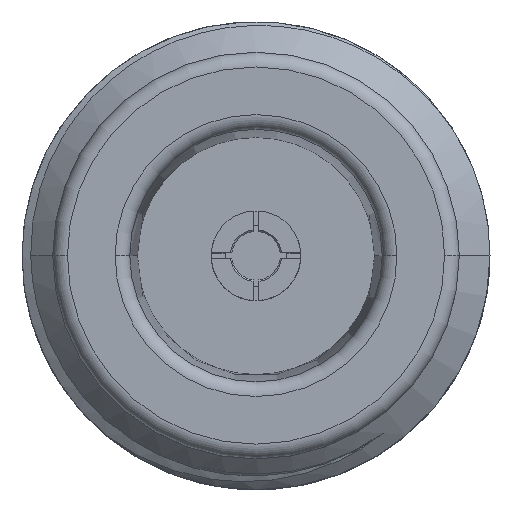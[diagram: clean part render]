
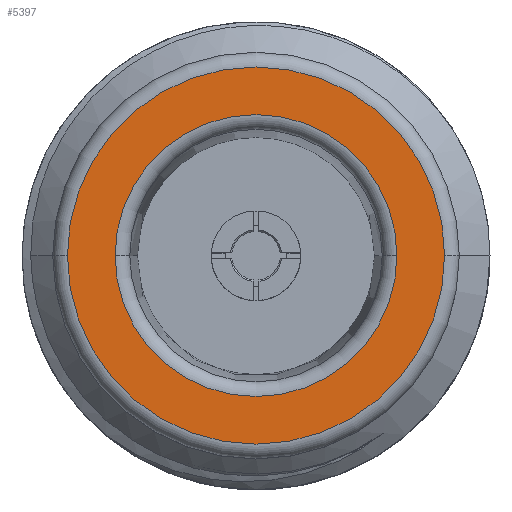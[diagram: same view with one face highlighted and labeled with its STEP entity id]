
A CAD part, top view. The second image highlights one B-rep face of the part: STEP entity #5397.
In plain terms, the highlighted planar face has unit normal (0, 0, 1).
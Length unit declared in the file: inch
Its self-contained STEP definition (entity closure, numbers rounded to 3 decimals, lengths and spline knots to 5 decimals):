
#451 = FACE_BOUND ( 'NONE', #4932, .T. ) ;
#703 = AXIS2_PLACEMENT_3D ( 'NONE', #6333, #957, #11145 ) ;
#714 = VERTEX_POINT ( 'NONE', #9061 ) ;
#957 = DIRECTION ( 'NONE',  ( 0., 0., -1. ) ) ;
#1092 = EDGE_CURVE ( 'NONE', #6756, #5371, #9872, .T. ) ;
#1097 = DIRECTION ( 'NONE',  ( 0., 0., -1. ) ) ;
#1462 = EDGE_CURVE ( 'NONE', #8831, #714, #3226, .T. ) ;
#1941 = AXIS2_PLACEMENT_3D ( 'NONE', #3297, #3465, #9710 ) ;
#2049 = CIRCLE ( 'NONE', #703, 0.18832 ) ;
#2438 = DIRECTION ( 'NONE',  ( 0., 0., 1. ) ) ;
#3226 = CIRCLE ( 'NONE', #3995, 0.25197 ) ;
#3267 = DIRECTION ( 'NONE',  ( 1., 0., 0. ) ) ;
#3297 = CARTESIAN_POINT ( 'NONE',  ( -0.00032, -0.00938, 1.26163 ) ) ;
#3402 = ORIENTED_EDGE ( 'NONE', *, *, #7615, .T. ) ;
#3426 = AXIS2_PLACEMENT_3D ( 'NONE', #8667, #11374, #8492 ) ;
#3465 = DIRECTION ( 'NONE',  ( 0., 0., 1. ) ) ;
#3995 = AXIS2_PLACEMENT_3D ( 'NONE', #11568, #2438, #3267 ) ;
#4057 = DIRECTION ( 'NONE',  ( 1., 0., 0. ) ) ;
#4177 = CIRCLE ( 'NONE', #3426, 0.25197 ) ;
#4932 = EDGE_LOOP ( 'NONE', ( #3402, #5925 ) ) ;
#5078 = ORIENTED_EDGE ( 'NONE', *, *, #5114, .T. ) ;
#5114 = EDGE_CURVE ( 'NONE', #714, #8831, #4177, .T. ) ;
#5371 = VERTEX_POINT ( 'NONE', #6545 ) ;
#5397 = ADVANCED_FACE ( 'NONE', ( #451, #10225 ), #9293, .T. ) ;
#5850 = CARTESIAN_POINT ( 'NONE',  ( -0.25229, -0.00938, 1.26163 ) ) ;
#5925 = ORIENTED_EDGE ( 'NONE', *, *, #1092, .T. ) ;
#6333 = CARTESIAN_POINT ( 'NONE',  ( -0.00032, -0.00938, 1.26163 ) ) ;
#6545 = CARTESIAN_POINT ( 'NONE',  ( 0.188, -0.00938, 1.26163 ) ) ;
#6756 = VERTEX_POINT ( 'NONE', #6888 ) ;
#6888 = CARTESIAN_POINT ( 'NONE',  ( -0.18864, -0.00938, 1.26163 ) ) ;
#7181 = AXIS2_PLACEMENT_3D ( 'NONE', #8338, #1097, #4057 ) ;
#7615 = EDGE_CURVE ( 'NONE', #5371, #6756, #2049, .T. ) ;
#8338 = CARTESIAN_POINT ( 'NONE',  ( -0.00032, -0.00938, 1.26163 ) ) ;
#8492 = DIRECTION ( 'NONE',  ( 1., 0., 0. ) ) ;
#8667 = CARTESIAN_POINT ( 'NONE',  ( -0.00032, -0.00938, 1.26163 ) ) ;
#8831 = VERTEX_POINT ( 'NONE', #5850 ) ;
#9053 = EDGE_LOOP ( 'NONE', ( #5078, #10094 ) ) ;
#9061 = CARTESIAN_POINT ( 'NONE',  ( 0.25165, -0.00938, 1.26163 ) ) ;
#9293 = PLANE ( 'NONE',  #1941 ) ;
#9710 = DIRECTION ( 'NONE',  ( 1., 0., 0. ) ) ;
#9872 = CIRCLE ( 'NONE', #7181, 0.18832 ) ;
#10094 = ORIENTED_EDGE ( 'NONE', *, *, #1462, .T. ) ;
#10225 = FACE_OUTER_BOUND ( 'NONE', #9053, .T. ) ;
#11145 = DIRECTION ( 'NONE',  ( 1., 0., 0. ) ) ;
#11374 = DIRECTION ( 'NONE',  ( 0., 0., 1. ) ) ;
#11568 = CARTESIAN_POINT ( 'NONE',  ( -0.00032, -0.00938, 1.26163 ) ) ;
